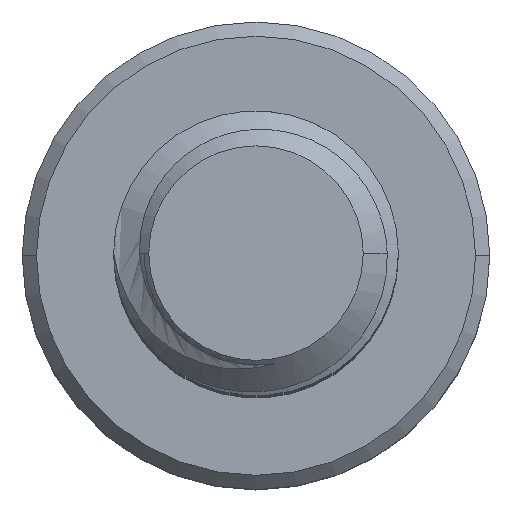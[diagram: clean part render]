
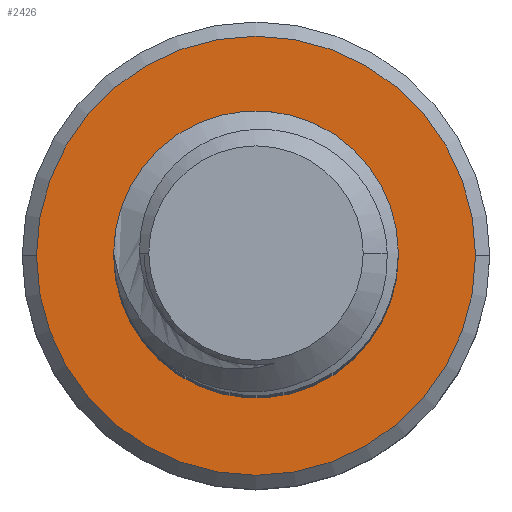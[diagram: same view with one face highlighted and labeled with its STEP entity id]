
A CAD part, top view. The second image highlights one B-rep face of the part: STEP entity #2426.
In plain terms, the highlighted planar face has unit normal (0, 0, 1).
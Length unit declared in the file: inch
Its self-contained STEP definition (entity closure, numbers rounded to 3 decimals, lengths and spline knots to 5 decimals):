
#105 = CIRCLE ( 'NONE', #7666, 0.095 ) ;
#198 = CIRCLE ( 'NONE', #908, 0.1465 ) ;
#263 = CIRCLE ( 'NONE', #6477, 0.0747 ) ;
#334 = FACE_BOUND ( 'NONE', #688, .T. ) ;
#335 = FACE_OUTER_BOUND ( 'NONE', #409, .T. ) ;
#409 = EDGE_LOOP ( 'NONE', ( #3361, #3347 ) ) ;
#688 = EDGE_LOOP ( 'NONE', ( #3367, #3998, #3740, #3362 ) ) ;
#803 = CARTESIAN_POINT ( 'NONE',  ( 0.1465, 0., -1. ) ) ;
#818 = CARTESIAN_POINT ( 'NONE',  ( 0., 0.095, -1. ) ) ;
#908 = AXIS2_PLACEMENT_3D ( 'NONE', #4274, #4273, #4272 ) ;
#917 = CARTESIAN_POINT ( 'NONE',  ( 0.05234, -0.0533, -1. ) ) ;
#957 = CARTESIAN_POINT ( 'NONE',  ( -0.1465, 0., -1. ) ) ;
#1014 = CARTESIAN_POINT ( 'NONE',  ( -0.06656, 0.06778, -1. ) ) ;
#1019 = CARTESIAN_POINT ( 'NONE',  ( 0., -0.0747, -1. ) ) ;
#1098 = DIRECTION ( 'NONE',  ( -1., 0., 0. ) ) ;
#1099 = DIRECTION ( 'NONE',  ( 0., 0., 1. ) ) ;
#1105 = CARTESIAN_POINT ( 'NONE',  ( 0., 0., -1. ) ) ;
#1562 = CARTESIAN_POINT ( 'NONE',  ( 0., 0.095, -1. ) ) ;
#1851 = CARTESIAN_POINT ( 'NONE',  ( 0.05234, -0.0533, -1. ) ) ;
#1852 = CARTESIAN_POINT ( 'NONE',  ( 0.05906, -0.04809, -1. ) ) ;
#1853 = CARTESIAN_POINT ( 'NONE',  ( 0.06462, -0.04187, -1. ) ) ;
#1854 = CARTESIAN_POINT ( 'NONE',  ( 0.07372, -0.02766, -1. ) ) ;
#1855 = CARTESIAN_POINT ( 'NONE',  ( 0.07713, -0.0199, -1. ) ) ;
#1856 = CARTESIAN_POINT ( 'NONE',  ( 0.08035, -0.00769, -1. ) ) ;
#1857 = CARTESIAN_POINT ( 'NONE',  ( 0.08111, -0.00349, -1. ) ) ;
#1858 = CARTESIAN_POINT ( 'NONE',  ( 0.08197, 0.00486, -1. ) ) ;
#1859 = CARTESIAN_POINT ( 'NONE',  ( 0.08207, 0.00904, -1. ) ) ;
#1860 = CARTESIAN_POINT ( 'NONE',  ( 0.08162, 0.01741, -1. ) ) ;
#1861 = CARTESIAN_POINT ( 'NONE',  ( 0.08107, 0.02164, -1. ) ) ;
#1862 = CARTESIAN_POINT ( 'NONE',  ( 0.07932, 0.02987, -1. ) ) ;
#1863 = CARTESIAN_POINT ( 'NONE',  ( 0.07814, 0.03388, -1. ) ) ;
#1864 = CARTESIAN_POINT ( 'NONE',  ( 0.07368, 0.04558, -1. ) ) ;
#1865 = CARTESIAN_POINT ( 'NONE',  ( 0.06946, 0.05306, -1. ) ) ;
#1866 = CARTESIAN_POINT ( 'NONE',  ( 0.05934, 0.06638, -1. ) ) ;
#1867 = CARTESIAN_POINT ( 'NONE',  ( 0.05329, 0.07238, -1. ) ) ;
#1868 = CARTESIAN_POINT ( 'NONE',  ( 0.03983, 0.08243, -1. ) ) ;
#1869 = CARTESIAN_POINT ( 'NONE',  ( 0.03246, 0.08647, -1. ) ) ;
#1870 = CARTESIAN_POINT ( 'NONE',  ( 0.01663, 0.09246, -1. ) ) ;
#1871 = CARTESIAN_POINT ( 'NONE',  ( 0.00845, 0.09431, -1. ) ) ;
#2143 = CARTESIAN_POINT ( 'NONE',  ( -0.06656, 0.06778, -1. ) ) ;
#2144 = CARTESIAN_POINT ( 'NONE',  ( -0.07204, 0.06132, -1. ) ) ;
#2145 = CARTESIAN_POINT ( 'NONE',  ( -0.07662, 0.05419, -1. ) ) ;
#2146 = CARTESIAN_POINT ( 'NONE',  ( -0.08379, 0.03905, -1. ) ) ;
#2147 = CARTESIAN_POINT ( 'NONE',  ( -0.08632, 0.03086, -1. ) ) ;
#2148 = CARTESIAN_POINT ( 'NONE',  ( -0.08892, 0.01434, -1. ) ) ;
#2149 = CARTESIAN_POINT ( 'NONE',  ( -0.08903, 0.00577, -1. ) ) ;
#2150 = CARTESIAN_POINT ( 'NONE',  ( -0.08684, -0.01085, -1. ) ) ;
#2151 = CARTESIAN_POINT ( 'NONE',  ( -0.08454, -0.01903, -1. ) ) ;
#2152 = CARTESIAN_POINT ( 'NONE',  ( -0.0777, -0.03442, -1. ) ) ;
#2153 = CARTESIAN_POINT ( 'NONE',  ( -0.07321, -0.04164, -1. ) ) ;
#2154 = CARTESIAN_POINT ( 'NONE',  ( -0.06216, -0.05436, -1. ) ) ;
#2155 = CARTESIAN_POINT ( 'NONE',  ( -0.05567, -0.05978, -1. ) ) ;
#2156 = CARTESIAN_POINT ( 'NONE',  ( -0.04116, -0.0684, -1. ) ) ;
#2158 = CARTESIAN_POINT ( 'NONE',  ( -0.03333, -0.0715, -1. ) ) ;
#2159 = CARTESIAN_POINT ( 'NONE',  ( -0.01679, -0.07512, -1. ) ) ;
#2160 = CARTESIAN_POINT ( 'NONE',  ( -0.00844, -0.07559, -1. ) ) ;
#2177 = CARTESIAN_POINT ( 'NONE',  ( 0., -0.0747, -1. ) ) ;
#2426 = ADVANCED_FACE ( 'NONE', ( #335, #334 ), #7551, .F. ) ;
#2557 = DIRECTION ( 'NONE',  ( 1., 0., 0. ) ) ;
#2558 = DIRECTION ( 'NONE',  ( 0., 0., 1. ) ) ;
#2924 = CARTESIAN_POINT ( 'NONE',  ( 0., 0., -1. ) ) ;
#3347 = ORIENTED_EDGE ( 'NONE', *, *, #6175, .T. ) ;
#3361 = ORIENTED_EDGE ( 'NONE', *, *, #6484, .T. ) ;
#3362 = ORIENTED_EDGE ( 'NONE', *, *, #6331, .T. ) ;
#3367 = ORIENTED_EDGE ( 'NONE', *, *, #6298, .F. ) ;
#3368 = CIRCLE ( 'NONE', #7674, 0.1465 ) ;
#3740 = ORIENTED_EDGE ( 'NONE', *, *, #6100, .T. ) ;
#3998 = ORIENTED_EDGE ( 'NONE', *, *, #6371, .T. ) ;
#4272 = DIRECTION ( 'NONE',  ( -1., 0., 0. ) ) ;
#4273 = DIRECTION ( 'NONE',  ( 0., 0., 1. ) ) ;
#4274 = CARTESIAN_POINT ( 'NONE',  ( 0., 0., -1. ) ) ;
#4905 = DIRECTION ( 'NONE',  ( 0., 0., -1. ) ) ;
#4906 = DIRECTION ( 'NONE',  ( 1., 0., 0. ) ) ;
#5069 = CARTESIAN_POINT ( 'NONE',  ( 0., 0., -1. ) ) ;
#5915 = AXIS2_PLACEMENT_3D ( 'NONE', #7545, #7549, #7550 ) ;
#6100 = EDGE_CURVE ( 'NONE', #7952, #7773, #263, .T. ) ;
#6175 = EDGE_CURVE ( 'NONE', #7998, #7921, #198, .T. ) ;
#6298 = EDGE_CURVE ( 'NONE', #7987, #7778, #105, .T. ) ;
#6331 = EDGE_CURVE ( 'NONE', #7773, #7778, #8211, .T. ) ;
#6371 = EDGE_CURVE ( 'NONE', #7987, #7952, #8225, .T. ) ;
#6477 = AXIS2_PLACEMENT_3D ( 'NONE', #5069, #4905, #4906 ) ;
#6484 = EDGE_CURVE ( 'NONE', #7921, #7998, #3368, .T. ) ;
#7545 = CARTESIAN_POINT ( 'NONE',  ( 0., 0., -1. ) ) ;
#7549 = DIRECTION ( 'NONE',  ( 0., 0., -1. ) ) ;
#7550 = DIRECTION ( 'NONE',  ( -1., 0., 0. ) ) ;
#7551 = PLANE ( 'NONE',  #5915 ) ;
#7666 = AXIS2_PLACEMENT_3D ( 'NONE', #2924, #2558, #2557 ) ;
#7674 = AXIS2_PLACEMENT_3D ( 'NONE', #1105, #1099, #1098 ) ;
#7773 = VERTEX_POINT ( 'NONE', #1019 ) ;
#7778 = VERTEX_POINT ( 'NONE', #1014 ) ;
#7921 = VERTEX_POINT ( 'NONE', #957 ) ;
#7952 = VERTEX_POINT ( 'NONE', #917 ) ;
#7987 = VERTEX_POINT ( 'NONE', #818 ) ;
#7998 = VERTEX_POINT ( 'NONE', #803 ) ;
#8211 = B_SPLINE_CURVE_WITH_KNOTS ( 'NONE', 3,
 ( #2177, #2160, #2159, #2158, #2156, #2155, #2154, #2153, #2152, #2151, #2150, #2149, #2148, #2147, #2146, #2145, #2144, #2143 ),
 .UNSPECIFIED., .F., .F.,
 ( 4, 2, 2, 2, 2, 2, 2, 2, 4 ),
 ( 0., 0.00064, 0.00128, 0.00191, 0.00255, 0.00319, 0.00383, 0.00446, 0.0051 ),
 .UNSPECIFIED. ) ;
#8225 = B_SPLINE_CURVE_WITH_KNOTS ( 'NONE', 3,
 ( #1562, #1871, #1870, #1869, #1868, #1867, #1866, #1865, #1864, #1863, #1862, #1861, #1860, #1859, #1858, #1857, #1856, #1855, #1854, #1853, #1852, #1851 ),
 .UNSPECIFIED., .F., .F.,
 ( 4, 2, 2, 2, 2, 2, 2, 2, 2, 2, 4 ),
 ( 0., 0.00064, 0.00128, 0.00192, 0.00256, 0.00288, 0.0032, 0.00352, 0.00383, 0.00447, 0.00511 ),
 .UNSPECIFIED. ) ;
